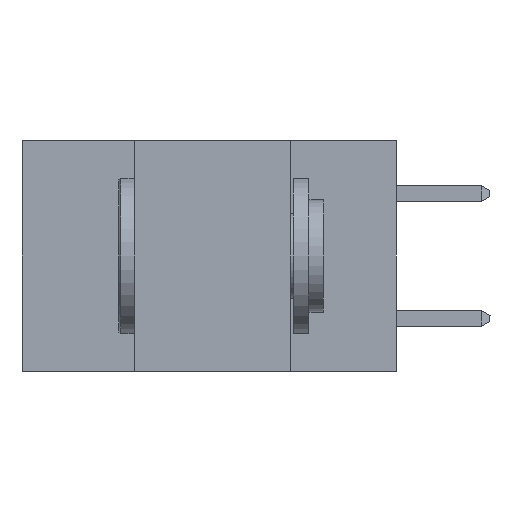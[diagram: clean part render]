
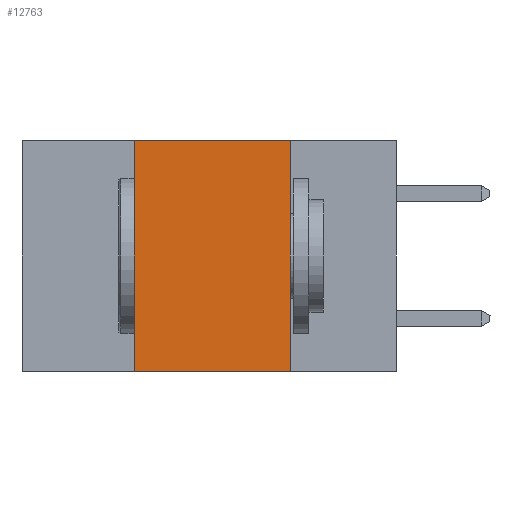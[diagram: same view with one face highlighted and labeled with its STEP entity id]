
A CAD part, left-side view. The second image highlights one B-rep face of the part: STEP entity #12763.
In plain terms, the highlighted planar face has unit normal (-1, 0, 0).
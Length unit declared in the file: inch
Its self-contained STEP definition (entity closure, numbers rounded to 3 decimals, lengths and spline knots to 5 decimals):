
#2017 = ORIENTED_EDGE ( 'NONE', *, *, #7525, .F. ) ;
#2265 = ORIENTED_EDGE ( 'NONE', *, *, #4639, .F. ) ;
#2757 = CARTESIAN_POINT ( 'NONE',  ( 0., 0.17, -0.37 ) ) ;
#3837 = DIRECTION ( 'NONE',  ( 0., -1., 0. ) ) ;
#4516 = ORIENTED_EDGE ( 'NONE', *, *, #17221, .F. ) ;
#4639 = EDGE_CURVE ( 'NONE', #10174, #13183, #19056, .T. ) ;
#5801 = CARTESIAN_POINT ( 'NONE',  ( 0., 0.17, 0. ) ) ;
#6536 = FACE_OUTER_BOUND ( 'NONE', #7014, .T. ) ;
#6587 = DIRECTION ( 'NONE',  ( 0., 0., -1. ) ) ;
#6629 = CARTESIAN_POINT ( 'NONE',  ( 0., 0.42, 0. ) ) ;
#7014 = EDGE_LOOP ( 'NONE', ( #2265, #4516, #2017, #20451 ) ) ;
#7254 = VECTOR ( 'NONE', #3837, 39.37008 ) ;
#7295 = LINE ( 'NONE', #17271, #19915 ) ;
#7525 = EDGE_CURVE ( 'NONE', #16605, #15465, #13941, .T. ) ;
#8504 = DIRECTION ( 'NONE',  ( 1., 0., 0. ) ) ;
#9717 = EDGE_CURVE ( 'NONE', #16605, #13183, #16099, .T. ) ;
#10174 = VERTEX_POINT ( 'NONE', #5801 ) ;
#12763 = ADVANCED_FACE ( 'NONE', ( #6536 ), #15713, .F. ) ;
#12953 = DIRECTION ( 'NONE',  ( 0., 0., -1. ) ) ;
#13183 = VERTEX_POINT ( 'NONE', #2757 ) ;
#13282 = CARTESIAN_POINT ( 'NONE',  ( 0., 0.17, 0. ) ) ;
#13841 = DIRECTION ( 'NONE',  ( 0., 0., 1. ) ) ;
#13941 = LINE ( 'NONE', #6629, #15658 ) ;
#15465 = VERTEX_POINT ( 'NONE', #23151 ) ;
#15658 = VECTOR ( 'NONE', #13841, 39.37008 ) ;
#15713 = PLANE ( 'NONE',  #21004 ) ;
#16099 = LINE ( 'NONE', #16880, #7254 ) ;
#16605 = VERTEX_POINT ( 'NONE', #17456 ) ;
#16880 = CARTESIAN_POINT ( 'NONE',  ( 0., 0.6, -0.37 ) ) ;
#17221 = EDGE_CURVE ( 'NONE', #15465, #10174, #7295, .T. ) ;
#17271 = CARTESIAN_POINT ( 'NONE',  ( 0., 0.6, 0. ) ) ;
#17456 = CARTESIAN_POINT ( 'NONE',  ( 0., 0.42, -0.37 ) ) ;
#17575 = CARTESIAN_POINT ( 'NONE',  ( 0., 0.6, 0. ) ) ;
#19056 = LINE ( 'NONE', #13282, #19348 ) ;
#19348 = VECTOR ( 'NONE', #12953, 39.37008 ) ;
#19915 = VECTOR ( 'NONE', #22924, 39.37008 ) ;
#20451 = ORIENTED_EDGE ( 'NONE', *, *, #9717, .T. ) ;
#21004 = AXIS2_PLACEMENT_3D ( 'NONE', #17575, #8504, #6587 ) ;
#22924 = DIRECTION ( 'NONE',  ( 0., -1., 0. ) ) ;
#23151 = CARTESIAN_POINT ( 'NONE',  ( 0., 0.42, 0. ) ) ;
